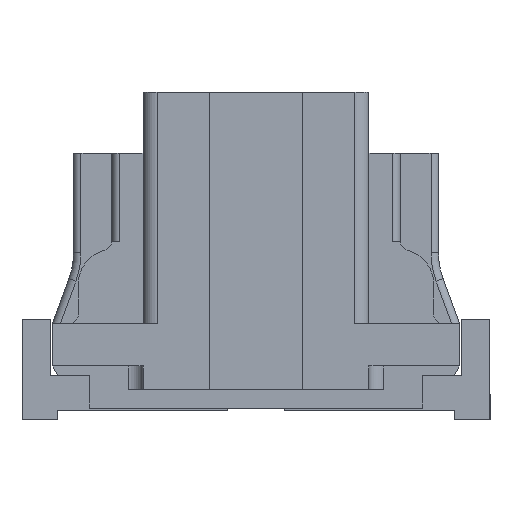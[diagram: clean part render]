
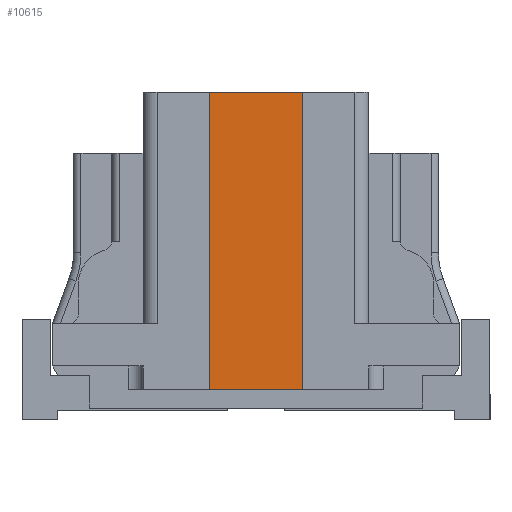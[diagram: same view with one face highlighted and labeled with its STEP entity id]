
A CAD part, left-side view. The second image highlights one B-rep face of the part: STEP entity #10615.
In plain terms, the highlighted planar face has unit normal (-1, 0, 0).
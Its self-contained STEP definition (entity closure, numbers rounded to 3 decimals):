
#9226=CARTESIAN_POINT('',(-9.46,-0.5,0.325));
#9227=VERTEX_POINT('',#9226);
#9234=CARTESIAN_POINT('',(-9.46,0.5,0.325));
#9235=VERTEX_POINT('',#9234);
#9236=CARTESIAN_POINT('',(-9.46,-0.5,0.325));
#9237=DIRECTION('',(0.0,1.0,0.0));
#9238=VECTOR('',#9237,1.);
#9239=LINE('',#9236,#9238);
#9240=EDGE_CURVE('',#9227,#9235,#9239,.T.);
#10573=CARTESIAN_POINT('',(-9.46,0.5,3.5));
#10574=VERTEX_POINT('',#10573);
#10575=CARTESIAN_POINT('',(-9.46,0.5,3.5));
#10576=DIRECTION('',(0.0,0.0,-1.0));
#10577=VECTOR('',#10576,3.175);
#10578=LINE('',#10575,#10577);
#10579=EDGE_CURVE('',#10574,#9235,#10578,.T.);
#10592=CARTESIAN_POINT('',(-9.46,0.5,3.5));
#10593=DIRECTION('',(-1.0,0.0,0.0));
#10594=DIRECTION('',(0.0,0.0,1.0));
#10595=AXIS2_PLACEMENT_3D('',#10592,#10593,#10594);
#10596=PLANE('',#10595);
#10597=CARTESIAN_POINT('',(-9.46,-0.5,3.5));
#10598=VERTEX_POINT('',#10597);
#10599=CARTESIAN_POINT('',(-9.46,-0.5,3.5));
#10600=DIRECTION('',(0.0,0.0,-1.0));
#10601=VECTOR('',#10600,3.175);
#10602=LINE('',#10599,#10601);
#10603=EDGE_CURVE('',#10598,#9227,#10602,.T.);
#10604=ORIENTED_EDGE('',*,*,#10603,.F.);
#10605=CARTESIAN_POINT('',(-9.46,0.5,3.5));
#10606=DIRECTION('',(0.0,-1.0,0.0));
#10607=VECTOR('',#10606,1.);
#10608=LINE('',#10605,#10607);
#10609=EDGE_CURVE('',#10574,#10598,#10608,.T.);
#10610=ORIENTED_EDGE('',*,*,#10609,.F.);
#10611=ORIENTED_EDGE('',*,*,#10579,.T.);
#10612=ORIENTED_EDGE('',*,*,#9240,.F.);
#10613=EDGE_LOOP('',(#10604,#10610,#10611,#10612));
#10614=FACE_OUTER_BOUND('',#10613,.T.);
#10615=ADVANCED_FACE('',(#10614),#10596,.T.);
